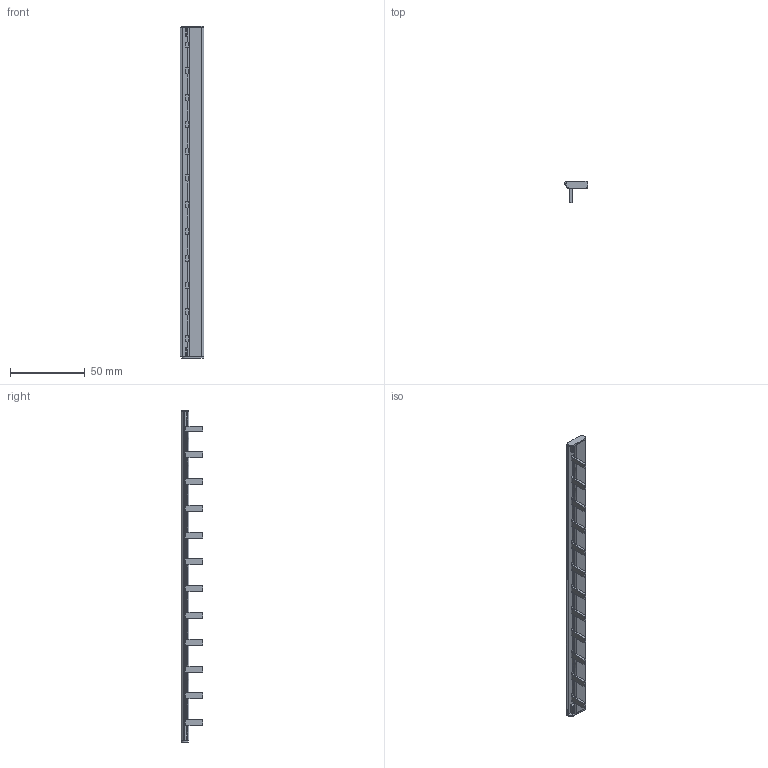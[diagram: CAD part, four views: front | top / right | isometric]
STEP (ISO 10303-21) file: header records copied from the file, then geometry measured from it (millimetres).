
FILE_DESCRIPTION(/* description */ ('Unknown'),/* implementation_level */ '2;1');
FILE_NAME(/* name */ 'PEINE PCZ 1P',/* time_stamp */ '2025-04-30T10:43:12-03:00',/* author */ ('Unknown'),/* organization */ ('Unknown'),/* preprocessor_version */ 'ST-DEVELOPER v16.7',/* originating_system */ 'Solid Edge',/* authorisation */ 'Unknown');
FILE_SCHEMA (('AUTOMOTIVE_DESIGN {1 0 10303 214 3 1 1}'));
Length unit declared in the file: millimetre
Products named in the file (1): PEINE PCZ 1P
Bounding box: 15.91 x 14.3 x 222 mm (x, y, z)
Volume: 10508.1 mm3; surface area: 14826 mm2
Topology: 1 solids, 1 shells, 193 faces, 599 edges, 380 vertices
Faces by surface type: plane 112, cylinder 73, sphere 8
Entity records: 8084 total; most frequent: CARTESIAN_POINT 1285, ORIENTED_EDGE 1190, DIRECTION 1131, EDGE_CURVE 595, LINE 383, VECTOR 383, VERTEX_POINT 380, AXIS2_PLACEMENT_3D 374
